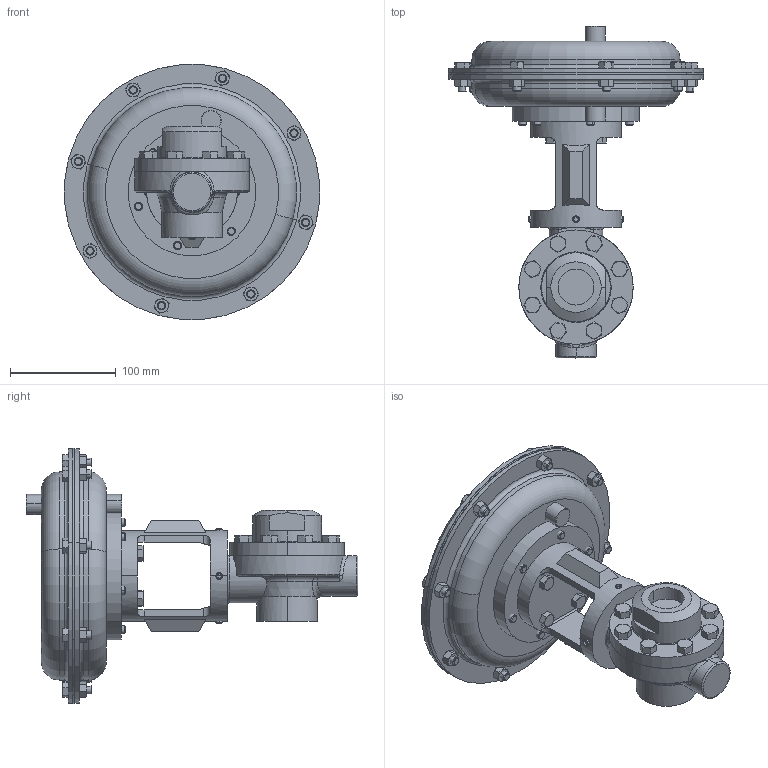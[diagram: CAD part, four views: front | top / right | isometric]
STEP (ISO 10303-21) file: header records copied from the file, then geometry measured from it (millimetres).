
FILE_DESCRIPTION (( 'STEP AP203' ), '1' );
FILE_NAME ('70-100-CS+S6-SW-35M.STEP', '2017-08-24T16:58:33', ( '' ), ( '' ), 'SwSTEP 2.0', 'SolidWorks 2014', '' );
FILE_SCHEMA (( 'CONFIG_CONTROL_DESIGN' ));
Length unit declared in the file: inch
Products named in the file (1): 70-100-CS+S6-SW-35M
Bounding box: 240.92 x 313.22 x 240.92 mm (x, y, z)
Volume: 3447073.9 mm3; surface area: 489361.6 mm2
Topology: 47 solids, 47 shells, 866 faces, 1855 edges, 1111 vertices
Faces by surface type: plane 384, cone 337, cylinder 116, torus 21, bspline 6, sphere 2
Entity records: 26063 total; most frequent: CARTESIAN_POINT 8120, ORIENTED_EDGE 3690, DIRECTION 3602, EDGE_CURVE 1845, AXIS2_PLACEMENT_3D 1457, VERTEX_POINT 1111, EDGE_LOOP 906, ADVANCED_FACE 866
